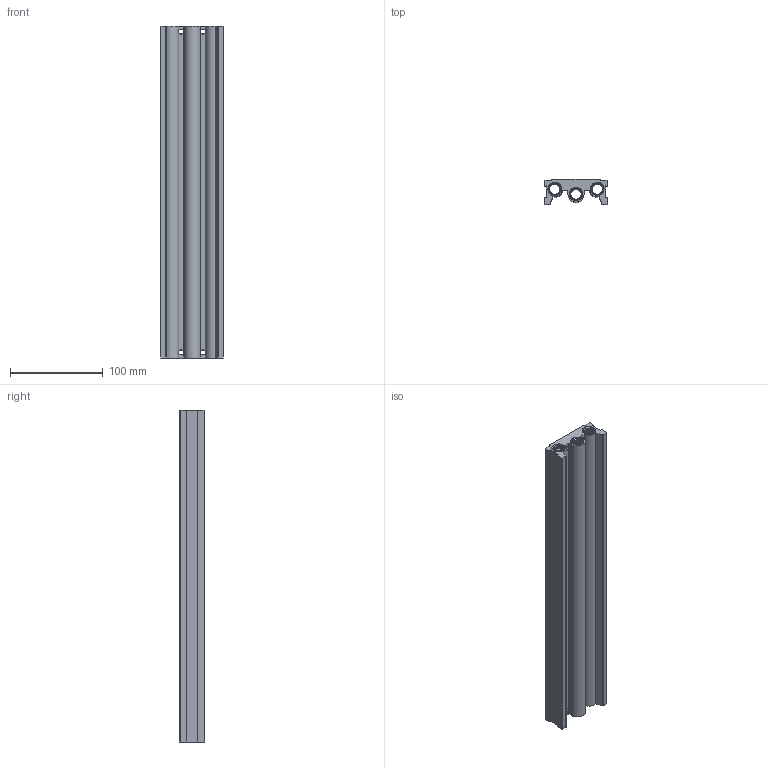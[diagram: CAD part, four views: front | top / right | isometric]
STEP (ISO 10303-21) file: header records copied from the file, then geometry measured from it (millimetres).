
FILE_DESCRIPTION (( 'STEP AP203' ), '1' );
FILE_NAME ('mf4500-m12.STEP', '2012-05-01T23:28:29', ( 'yrd6' ), ( 'Hewlett-Packard Company' ), 'SwSTEP 2.0', 'SolidWorks 2008', '' );
FILE_SCHEMA (( 'CONFIG_CONTROL_DESIGN' ));
Length unit declared in the file: millimetre
Products named in the file (1): mf4500-m12
Bounding box: 68 x 27 x 358.5 mm (x, y, z)
Volume: 324265.9 mm3; surface area: 137783.8 mm2
Topology: 1 solids, 1 shells, 439 faces, 1250 edges, 857 vertices
Faces by surface type: cylinder 273, plane 106, bspline 37, cone 23
Entity records: 29268 total; most frequent: CARTESIAN_POINT 18414, ORIENTED_EDGE 2500, DIRECTION 1936, EDGE_CURVE 1250, VERTEX_POINT 857, AXIS2_PLACEMENT_3D 760, EDGE_LOOP 569, ADVANCED_FACE 439
